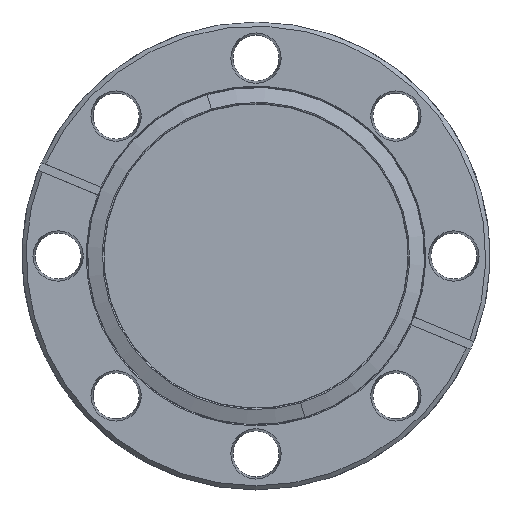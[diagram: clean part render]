
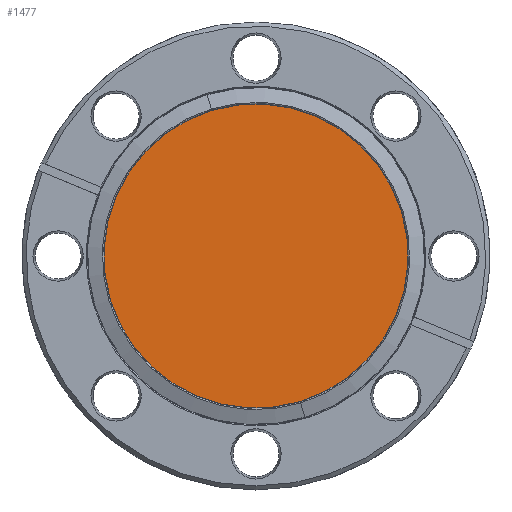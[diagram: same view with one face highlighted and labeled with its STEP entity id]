
A CAD part, left-side view. The second image highlights one B-rep face of the part: STEP entity #1477.
In plain terms, the highlighted planar face has unit normal (-1, 0, 0).
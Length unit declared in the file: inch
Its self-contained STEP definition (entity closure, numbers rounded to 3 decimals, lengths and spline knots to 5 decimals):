
#52 = DIRECTION ( 'NONE',  ( -1., 0., 0. ) ) ;
#150 = EDGE_CURVE ( 'NONE', #1194, #304, #2859, .T. ) ;
#304 = VERTEX_POINT ( 'NONE', #1993 ) ;
#523 = DIRECTION ( 'NONE',  ( -1., 0., 0. ) ) ;
#702 = AXIS2_PLACEMENT_3D ( 'NONE', #748, #523, #2879 ) ;
#748 = CARTESIAN_POINT ( 'NONE',  ( 0.024, 0., 0. ) ) ;
#783 = DIRECTION ( 'NONE',  ( 0., 0., -1. ) ) ;
#1053 = CARTESIAN_POINT ( 'NONE',  ( 0.024, 0., 1.095 ) ) ;
#1175 = DIRECTION ( 'NONE',  ( 1., 0., 0. ) ) ;
#1178 = EDGE_LOOP ( 'NONE', ( #1269, #2577 ) ) ;
#1194 = VERTEX_POINT ( 'NONE', #1053 ) ;
#1269 = ORIENTED_EDGE ( 'NONE', *, *, #1660, .T. ) ;
#1386 = FACE_OUTER_BOUND ( 'NONE', #1178, .T. ) ;
#1477 = ADVANCED_FACE ( 'NONE', ( #1386 ), #2355, .F. ) ;
#1660 = EDGE_CURVE ( 'NONE', #304, #1194, #1667, .T. ) ;
#1667 = CIRCLE ( 'NONE', #2048, 1.095 ) ;
#1896 = DIRECTION ( 'NONE',  ( 0., 0., -1. ) ) ;
#1993 = CARTESIAN_POINT ( 'NONE',  ( 0.024, 0., -1.095 ) ) ;
#2048 = AXIS2_PLACEMENT_3D ( 'NONE', #2418, #52, #783 ) ;
#2295 = AXIS2_PLACEMENT_3D ( 'NONE', #2343, #1175, #1896 ) ;
#2343 = CARTESIAN_POINT ( 'NONE',  ( 0.024, 0., 0. ) ) ;
#2355 = PLANE ( 'NONE',  #2295 ) ;
#2418 = CARTESIAN_POINT ( 'NONE',  ( 0.024, 0., 0. ) ) ;
#2577 = ORIENTED_EDGE ( 'NONE', *, *, #150, .T. ) ;
#2859 = CIRCLE ( 'NONE', #702, 1.095 ) ;
#2879 = DIRECTION ( 'NONE',  ( 0., 0., -1. ) ) ;
